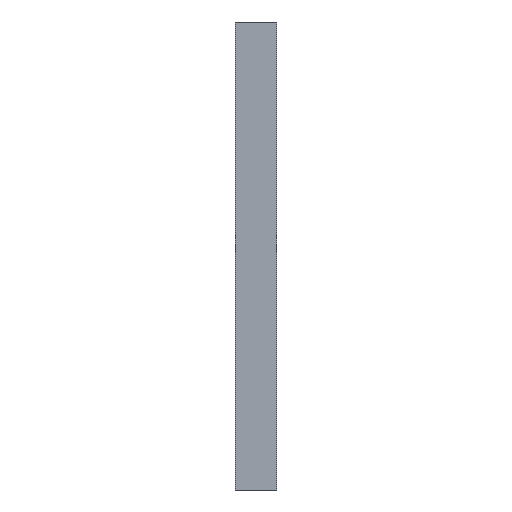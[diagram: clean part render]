
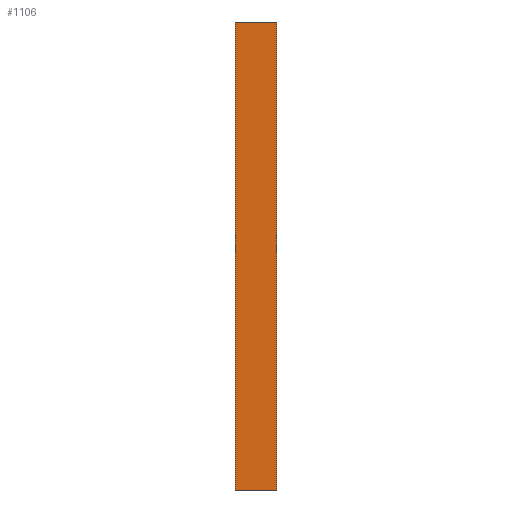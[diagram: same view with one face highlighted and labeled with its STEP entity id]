
A CAD part, front view. The second image highlights one B-rep face of the part: STEP entity #1106.
In plain terms, the highlighted planar face has unit normal (0, -1, 0).
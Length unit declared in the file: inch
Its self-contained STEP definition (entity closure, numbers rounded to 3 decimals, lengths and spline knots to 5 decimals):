
#26 = CARTESIAN_POINT ( 'NONE',  ( -5.25, -9.5, -2.8 ) ) ;
#84 = EDGE_LOOP ( 'NONE', ( #1239, #714, #1001, #169 ) ) ;
#135 = VERTEX_POINT ( 'NONE', #914 ) ;
#154 = AXIS2_PLACEMENT_3D ( 'NONE', #1126, #1217, #351 ) ;
#169 = ORIENTED_EDGE ( 'NONE', *, *, #558, .T. ) ;
#188 = LINE ( 'NONE', #387, #467 ) ;
#265 = FACE_OUTER_BOUND ( 'NONE', #84, .T. ) ;
#271 = VECTOR ( 'NONE', #1018, 39.37008 ) ;
#339 = VECTOR ( 'NONE', #1122, 39.37008 ) ;
#351 = DIRECTION ( 'NONE',  ( 0., 0., -1. ) ) ;
#361 = LINE ( 'NONE', #748, #339 ) ;
#387 = CARTESIAN_POINT ( 'NONE',  ( -5.25, -9.5, -2.8 ) ) ;
#447 = DIRECTION ( 'NONE',  ( 0., 0., 1. ) ) ;
#467 = VECTOR ( 'NONE', #1253, 39.37008 ) ;
#497 = VERTEX_POINT ( 'NONE', #907 ) ;
#558 = EDGE_CURVE ( 'NONE', #1023, #135, #188, .T. ) ;
#625 = CARTESIAN_POINT ( 'NONE',  ( -5.5, -9.5, -2.8 ) ) ;
#714 = ORIENTED_EDGE ( 'NONE', *, *, #1123, .F. ) ;
#725 = CARTESIAN_POINT ( 'NONE',  ( -5.5, -9.5, -2.8 ) ) ;
#736 = PLANE ( 'NONE',  #154 ) ;
#748 = CARTESIAN_POINT ( 'NONE',  ( -5.5, -9.5, 0. ) ) ;
#787 = EDGE_CURVE ( 'NONE', #497, #135, #361, .T. ) ;
#840 = LINE ( 'NONE', #1138, #862 ) ;
#862 = VECTOR ( 'NONE', #447, 39.37008 ) ;
#907 = CARTESIAN_POINT ( 'NONE',  ( -5.5, -9.5, 0. ) ) ;
#914 = CARTESIAN_POINT ( 'NONE',  ( -5.25, -9.5, 0. ) ) ;
#915 = LINE ( 'NONE', #625, #271 ) ;
#1001 = ORIENTED_EDGE ( 'NONE', *, *, #1027, .T. ) ;
#1018 = DIRECTION ( 'NONE',  ( 1., 0., 0. ) ) ;
#1023 = VERTEX_POINT ( 'NONE', #26 ) ;
#1027 = EDGE_CURVE ( 'NONE', #1099, #1023, #915, .T. ) ;
#1099 = VERTEX_POINT ( 'NONE', #725 ) ;
#1106 = ADVANCED_FACE ( 'NONE', ( #265 ), #736, .T. ) ;
#1122 = DIRECTION ( 'NONE',  ( 1., 0., 0. ) ) ;
#1123 = EDGE_CURVE ( 'NONE', #1099, #497, #840, .T. ) ;
#1126 = CARTESIAN_POINT ( 'NONE',  ( -5.5, -9.5, -2.8 ) ) ;
#1138 = CARTESIAN_POINT ( 'NONE',  ( -5.5, -9.5, -2.8 ) ) ;
#1217 = DIRECTION ( 'NONE',  ( 0., -1., 0. ) ) ;
#1239 = ORIENTED_EDGE ( 'NONE', *, *, #787, .F. ) ;
#1253 = DIRECTION ( 'NONE',  ( 0., 0., 1. ) ) ;
